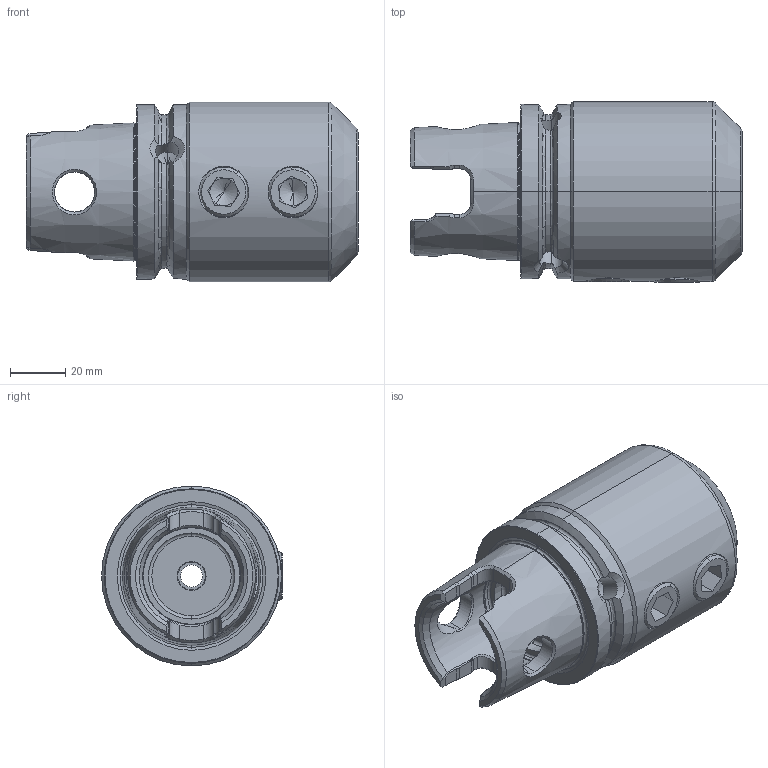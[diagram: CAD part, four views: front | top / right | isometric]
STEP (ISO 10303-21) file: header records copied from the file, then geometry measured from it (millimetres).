
FILE_DESCRIPTION (( 'STEP AP203' ), '1' );
FILE_NAME ('KY6.W25.K01.080.STEP', '2018-02-16T09:50:05', ( 'SWIAdmin' ), ( 'Hewlett-Packard Company' ), 'SwSTEP 2.0', 'SolidWorks 2017', '' );
FILE_SCHEMA (( 'CONFIG_CONTROL_DESIGN' ));
Length unit declared in the file: millimetre
Products named in the file (3): KY6-W25.K01.080_A; W25-ER1.001.020; KY6.W25.K01.080
Assembly tree (3 placements, depth 2):
  KY6.W25.K01.080
    KY6-W25.K01.080_A
    W25-ER1.001.020  x2
Bounding box: 119.95 x 65.31 x 65 mm (x, y, z)
Volume: 244114 mm3; surface area: 41488 mm2
Topology: 3 solids, 3 shells, 281 faces, 710 edges, 430 vertices
Faces by surface type: plane 74, cone 62, cylinder 60, bspline 54, torus 31
Entity records: 11435 total; most frequent: CARTESIAN_POINT 5564, ORIENTED_EDGE 1288, DIRECTION 951, EDGE_CURVE 644, VERTEX_POINT 398, AXIS2_PLACEMENT_3D 392, B_SPLINE_CURVE_WITH_KNOTS 294, EDGE_LOOP 274
